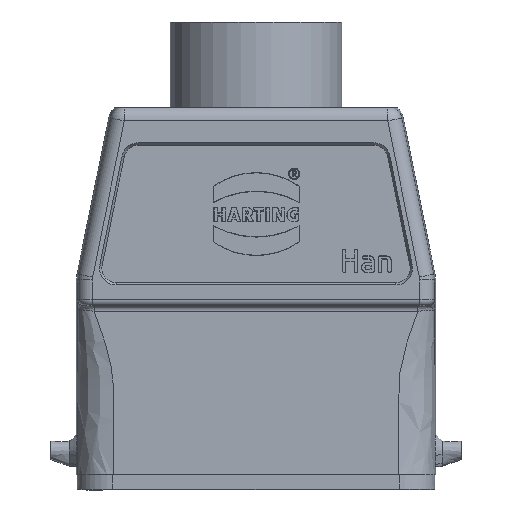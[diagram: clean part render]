
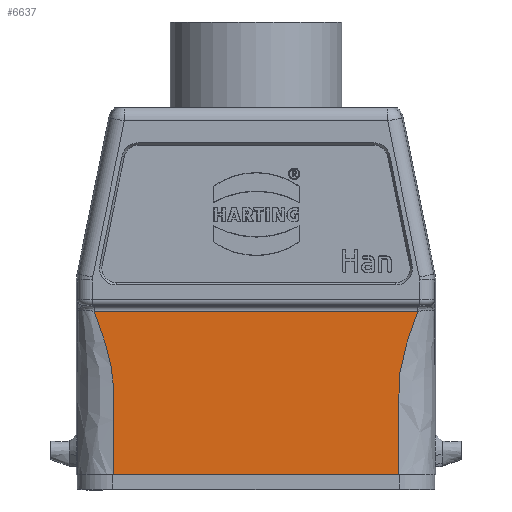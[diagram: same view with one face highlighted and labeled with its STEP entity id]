
A CAD part, front view. The second image highlights one B-rep face of the part: STEP entity #6637.
In plain terms, the highlighted planar face has unit normal (0, -1, 0).
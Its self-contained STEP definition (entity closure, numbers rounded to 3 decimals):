
#521=CARTESIAN_POINT('',(-24.902,-14.75,-11.7));
#522=VERTEX_POINT('',#521);
#558=CARTESIAN_POINT('',(24.902,-14.75,-11.7));
#559=VERTEX_POINT('',#558);
#567=CARTESIAN_POINT('',(-24.902,-14.75,-11.7));
#568=DIRECTION('',(1.0,0.0,0.0));
#569=VECTOR('',#568,49.803);
#570=LINE('',#567,#569);
#571=EDGE_CURVE('',#522,#559,#570,.T.);
#6601=CARTESIAN_POINT('',(0.,-14.75,0.0));
#6602=DIRECTION('',(0.0,-1.0,0.0));
#6603=DIRECTION('',(0.0,0.0,-1.0));
#6604=AXIS2_PLACEMENT_3D('',#6601,#6602,#6603);
#6605=PLANE('',#6604);
#6606=CARTESIAN_POINT('',(28.257,-14.75,16.85));
#6607=VERTEX_POINT('',#6606);
#6608=CARTESIAN_POINT('',(24.902,-14.75,-11.7));
#6609=CARTESIAN_POINT('',(24.902,-14.75,-6.775));
#6610=CARTESIAN_POINT('',(24.902,-14.75,-1.85));
#6611=CARTESIAN_POINT('',(24.902,-14.75,7.667));
#6612=CARTESIAN_POINT('',(26.524,-14.75,12.258));
#6613=CARTESIAN_POINT('',(28.257,-14.75,16.85));
#6614=B_SPLINE_CURVE_WITH_KNOTS('',3,(#6608,#6609,#6610,#6611,#6612,#6613),.UNSPECIFIED.,.F.,.U.,(4,2,4),(0.621,0.777,0.921),.UNSPECIFIED.);
#6615=EDGE_CURVE('',#559,#6607,#6614,.T.);
#6616=ORIENTED_EDGE('',*,*,#6615,.T.);
#6617=CARTESIAN_POINT('',(-28.257,-14.75,16.85));
#6618=VERTEX_POINT('',#6617);
#6619=CARTESIAN_POINT('',(28.257,-14.75,16.85));
#6620=DIRECTION('',(-1.0,0.0,0.0));
#6621=VECTOR('',#6620,56.515);
#6622=LINE('',#6619,#6621);
#6623=EDGE_CURVE('',#6607,#6618,#6622,.T.);
#6624=ORIENTED_EDGE('',*,*,#6623,.T.);
#6625=CARTESIAN_POINT('',(-28.257,-14.75,16.85));
#6626=CARTESIAN_POINT('',(-26.524,-14.75,12.258));
#6627=CARTESIAN_POINT('',(-24.902,-14.75,7.667));
#6628=CARTESIAN_POINT('',(-24.902,-14.75,-1.85));
#6629=CARTESIAN_POINT('',(-24.902,-14.75,-6.775));
#6630=CARTESIAN_POINT('',(-24.902,-14.75,-11.7));
#6631=B_SPLINE_CURVE_WITH_KNOTS('',3,(#6625,#6626,#6627,#6628,#6629,#6630),.UNSPECIFIED.,.F.,.U.,(4,2,4),(0.079,0.223,0.379),.UNSPECIFIED.);
#6632=EDGE_CURVE('',#6618,#522,#6631,.T.);
#6633=ORIENTED_EDGE('',*,*,#6632,.T.);
#6634=ORIENTED_EDGE('',*,*,#571,.T.);
#6635=EDGE_LOOP('',(#6616,#6624,#6633,#6634));
#6636=FACE_OUTER_BOUND('',#6635,.T.);
#6637=ADVANCED_FACE('',(#6636),#6605,.T.);
